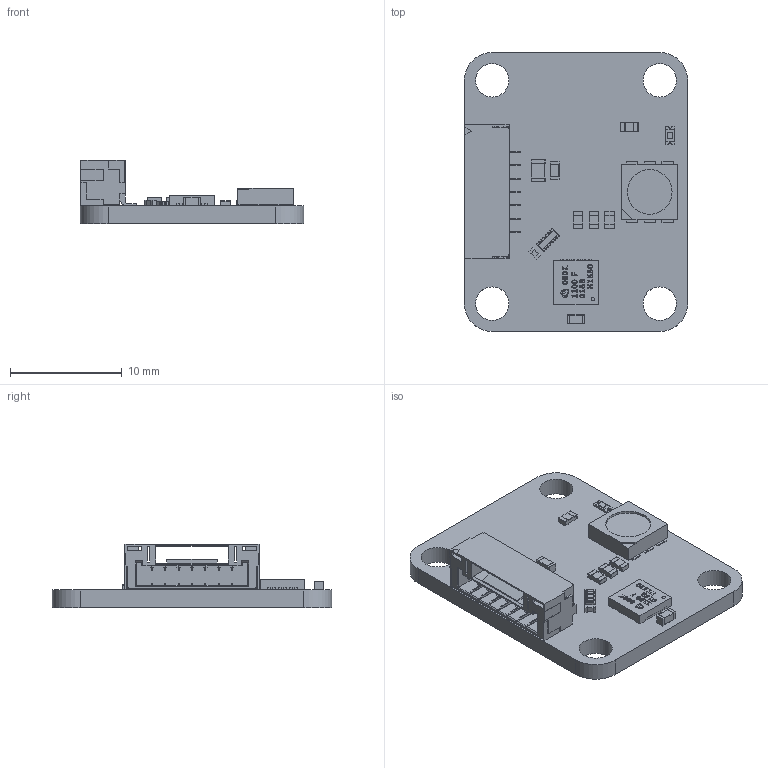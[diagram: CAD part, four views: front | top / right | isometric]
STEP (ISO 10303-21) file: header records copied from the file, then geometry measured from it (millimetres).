
FILE_DESCRIPTION(('FreeCAD Model'),'2;1');
FILE_NAME('rgb-led-v2.step', '2019-05-15T16:29:29',('kicad StepUp'),('ksu MCAD'), 'Open CASCADE STEP processor 7.3','FreeCAD','Unknown');
FILE_SCHEMA(('AUTOMOTIVE_DESIGN { 1 0 10303 214 1 1 1 1 }'));
Length unit declared in the file: millimetre
Products named in the file (19): rgb-led-v2; Board_Geoms; Pcb; Open CASCADE STEP translator 7.3 1.1.1.1; Step_Models; Top; U1_XMC_1100_5B33C1AB; RP1_Cut_5B33C186; R4_R_0603_5B33C176; R3_R_0603_5B33C16C; R2_R_0603_5B33C162; R1_R_0603_5B33C158; P1_BrickletConn_7pin_5B33C140; D2_Fusion_5B33C12D; D1_D_0603_blue_5B33C119; C5_C_0603_5B33C108; C4_C_0603_5B33C0FE; C3_C_0805_5B33C0F4; C1_C_0402_5B33C0EA
Assembly tree (18 placements, depth 4):
  rgb-led-v2
    Board_Geoms
      Pcb
        Open CASCADE STEP translator 7.3 1.1.1.1
    Step_Models
      Top
        U1_XMC_1100_5B33C1AB
        RP1_Cut_5B33C186
        R4_R_0603_5B33C176
        R3_R_0603_5B33C16C
        R2_R_0603_5B33C162
        R1_R_0603_5B33C158
        P1_BrickletConn_7pin_5B33C140
        D2_Fusion_5B33C12D
        D1_D_0603_blue_5B33C119
        C5_C_0603_5B33C108
        C4_C_0603_5B33C0FE
        C3_C_0805_5B33C0F4
        C1_C_0402_5B33C0EA
Bounding box: 20 x 25 x 5.7 mm (x, y, z)
Volume: 892.8 mm3; surface area: 1755.1 mm2
Topology: 15 solids, 15 shells, 1435 faces, 4059 edges, 2662 vertices
Faces by surface type: plane 1018, extrusion 297, cylinder 120
Full cylindrical faces by diameter (mm): 0.18 x1, 0.3 x1, 3 x4, 4 x1
Entity records: 56555 total; most frequent: CARTESIAN_POINT 9933, ORIENTED_EDGE 8118, DIRECTION 6340, EDGE_CURVE 4059, VECTOR 3522, LINE 3225, VERTEX_POINT 2662, FACE_BOUND 1501
